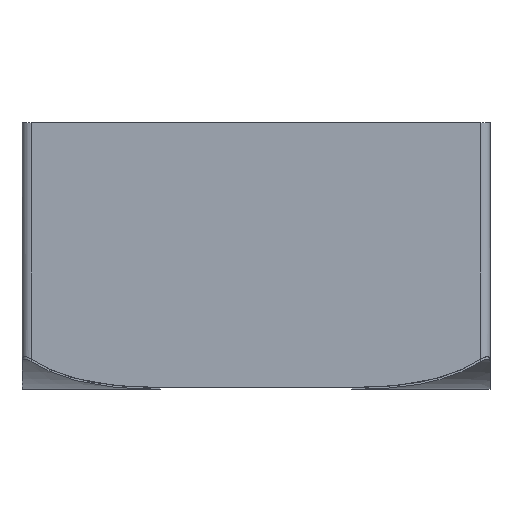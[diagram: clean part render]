
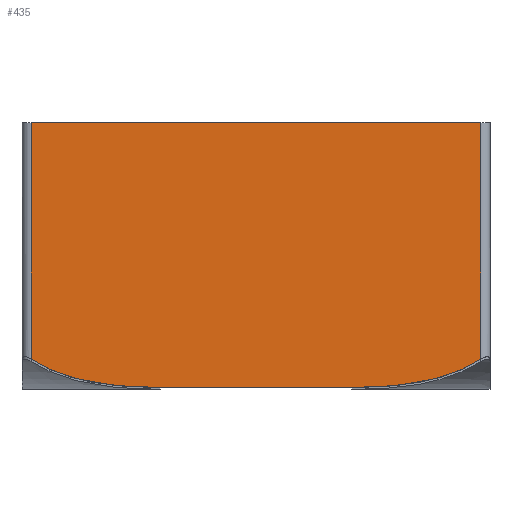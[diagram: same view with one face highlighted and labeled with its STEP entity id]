
A CAD part, left-side view. The second image highlights one B-rep face of the part: STEP entity #435.
In plain terms, the highlighted planar face has unit normal (-1, 0, 0).
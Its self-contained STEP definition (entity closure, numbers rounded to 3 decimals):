
#435 = ADVANCED_FACE( '', ( #882 ), #883, .T. );
#882 = FACE_OUTER_BOUND( '', #1412, .T. );
#883 = PLANE( '', #1413 );
#1412 = EDGE_LOOP( '', ( #2330, #2331, #2332, #2333, #2334, #2335 ) );
#1413 = AXIS2_PLACEMENT_3D( '', #2336, #2337, #2338 );
#2330 = ORIENTED_EDGE( '', *, *, #3667, .T. );
#2331 = ORIENTED_EDGE( '', *, *, #3649, .T. );
#2332 = ORIENTED_EDGE( '', *, *, #3668, .T. );
#2333 = ORIENTED_EDGE( '', *, *, #3557, .F. );
#2334 = ORIENTED_EDGE( '', *, *, #3576, .T. );
#2335 = ORIENTED_EDGE( '', *, *, #3467, .T. );
#2336 = CARTESIAN_POINT( '', ( -2.5, 2.5, 0.02 ) );
#2337 = DIRECTION( '', ( -1., 0., 0. ) );
#2338 = DIRECTION( '', ( 0., 0., 1. ) );
#3467 = EDGE_CURVE( '', #4066, #4070, #4072, .T. );
#3557 = EDGE_CURVE( '', #4224, #4225, #4226, .T. );
#3576 = EDGE_CURVE( '', #4224, #4066, #4257, .F. );
#3649 = EDGE_CURVE( '', #4371, #4375, #4377, .T. );
#3667 = EDGE_CURVE( '', #4070, #4371, #4401, .T. );
#3668 = EDGE_CURVE( '', #4375, #4225, #4402, .T. );
#4066 = VERTEX_POINT( '', #5172 );
#4070 = VERTEX_POINT( '', #5201 );
#4072 = B_SPLINE_CURVE_WITH_KNOTS( '', 3, ( #5203, #5204, #5205, #5206, #5207, #5208 ), .UNSPECIFIED., .F., .F., ( 4, 2, 4 ), ( 0.011, 0.012, 0.013 ), .UNSPECIFIED. );
#4224 = VERTEX_POINT( '', #5485 );
#4225 = VERTEX_POINT( '', #5486 );
#4226 = LINE( '', #5487, #5488 );
#4257 = LINE( '', #5534, #5535 );
#4371 = VERTEX_POINT( '', #5770 );
#4375 = VERTEX_POINT( '', #5779 );
#4377 = B_SPLINE_CURVE_WITH_KNOTS( '', 3, ( #5799, #5800, #5801, #5802, #5803, #5804, #5805, #5806 ), .UNSPECIFIED., .F., .F., ( 4, 2, 2, 4 ), ( 0.001, 0.002, 0.002, 0.002 ), .UNSPECIFIED. );
#4401 = LINE( '', #5846, #5847 );
#4402 = LINE( '', #5848, #5849 );
#5172 = CARTESIAN_POINT( '', ( -2.5, 2.4, 0.322 ) );
#5201 = CARTESIAN_POINT( '', ( -2.5, 1.025, 0.02 ) );
#5203 = CARTESIAN_POINT( '', ( -2.5, 2.4, 0.322 ) );
#5204 = CARTESIAN_POINT( '', ( -2.5, 2.2, 0.192 ) );
#5205 = CARTESIAN_POINT( '', ( -2.5, 1.969, 0.116 ) );
#5206 = CARTESIAN_POINT( '', ( -2.5, 1.503, 0.031 ) );
#5207 = CARTESIAN_POINT( '', ( -2.5, 1.263, 0.02 ) );
#5208 = CARTESIAN_POINT( '', ( -2.5, 1.025, 0.02 ) );
#5485 = CARTESIAN_POINT( '', ( -2.5, 2.4, 2.85 ) );
#5486 = CARTESIAN_POINT( '', ( -2.5, -2.4, 2.85 ) );
#5487 = CARTESIAN_POINT( '', ( -2.5, 2.5, 2.85 ) );
#5488 = VECTOR( '', #6869, 1000. );
#5534 = CARTESIAN_POINT( '', ( -2.5, 2.4, 0.02 ) );
#5535 = VECTOR( '', #6889, 1000. );
#5770 = CARTESIAN_POINT( '', ( -2.5, -1.025, 0.02 ) );
#5779 = CARTESIAN_POINT( '', ( -2.5, -2.4, 0.322 ) );
#5799 = CARTESIAN_POINT( '', ( -2.5, -1.025, 0.02 ) );
#5800 = CARTESIAN_POINT( '', ( -2.5, -1.262, 0.02 ) );
#5801 = CARTESIAN_POINT( '', ( -2.5, -1.499, 0.03 ) );
#5802 = CARTESIAN_POINT( '', ( -2.5, -1.852, 0.095 ) );
#5803 = CARTESIAN_POINT( '', ( -2.5, -1.967, 0.124 ) );
#5804 = CARTESIAN_POINT( '', ( -2.5, -2.191, 0.205 ) );
#5805 = CARTESIAN_POINT( '', ( -2.5, -2.3, 0.257 ) );
#5806 = CARTESIAN_POINT( '', ( -2.5, -2.4, 0.322 ) );
#5846 = CARTESIAN_POINT( '', ( -2.5, 2.5, 0.02 ) );
#5847 = VECTOR( '', #6952, 1000. );
#5848 = CARTESIAN_POINT( '', ( -2.5, -2.4, 0.02 ) );
#5849 = VECTOR( '', #6953, 1000. );
#6869 = DIRECTION( '', ( 0., -1., 0. ) );
#6889 = DIRECTION( '', ( 0., 0., 1. ) );
#6952 = DIRECTION( '', ( 0., -1., 0. ) );
#6953 = DIRECTION( '', ( 0., 0., 1. ) );
